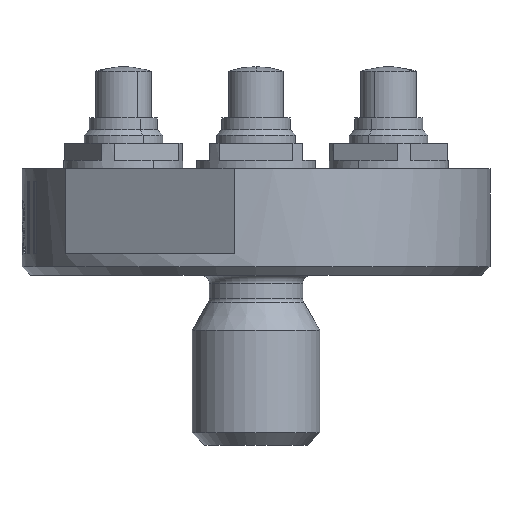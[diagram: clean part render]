
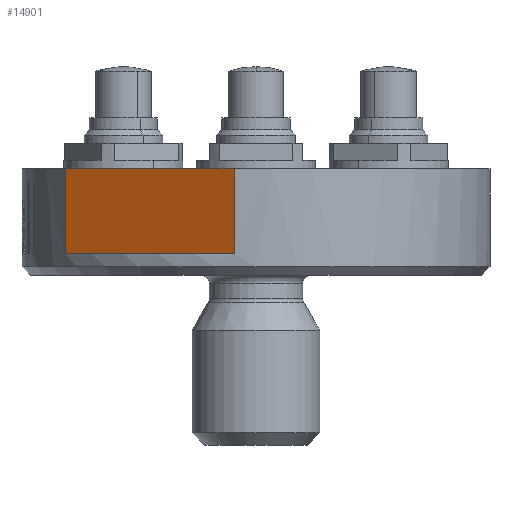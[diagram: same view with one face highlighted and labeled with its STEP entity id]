
A CAD part, front view. The second image highlights one B-rep face of the part: STEP entity #14901.
In plain terms, the highlighted planar face has unit normal (-0.5, -0.866, 0).
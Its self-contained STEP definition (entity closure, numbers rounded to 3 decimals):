
#597 = EDGE_LOOP ( 'NONE', ( #1660, #1661, #1662, #1663 ) ) ;
#861 = EDGE_CURVE ( 'NONE', #14427, #14377, #3975, .T. ) ;
#1660 = ORIENTED_EDGE ( 'NONE', *, *, #861, .T. ) ;
#1661 = ORIENTED_EDGE ( 'NONE', *, *, #14742, .F. ) ;
#1662 = ORIENTED_EDGE ( 'NONE', *, *, #2057, .F. ) ;
#1663 = ORIENTED_EDGE ( 'NONE', *, *, #14740, .T. ) ;
#2057 = EDGE_CURVE ( 'NONE', #14358, #14432, #4006, .T. ) ;
#3975 = LINE ( 'NONE', #4492, #3977 ) ;
#3977 = VECTOR ( 'NONE', #4493, 1000. ) ;
#4006 = LINE ( 'NONE', #4924, #4008 ) ;
#4008 = VECTOR ( 'NONE', #4928, 1000. ) ;
#4492 = CARTESIAN_POINT ( 'NONE',  ( -4.484, -3.184, 0. ) ) ;
#4493 = DIRECTION ( 'NONE',  ( -0.866, 0.5, 0. ) ) ;
#4924 = CARTESIAN_POINT ( 'NONE',  ( -4.484, -3.184, -2. ) ) ;
#4928 = DIRECTION ( 'NONE',  ( -0.866, 0.5, 0. ) ) ;
#8622 = CARTESIAN_POINT ( 'NONE',  ( -0.516, -5.476, -2. ) ) ;
#8641 = CARTESIAN_POINT ( 'NONE',  ( -4.484, -3.184, 0. ) ) ;
#8656 = CARTESIAN_POINT ( 'NONE',  ( -4.484, -3.184, -2. ) ) ;
#8659 = CARTESIAN_POINT ( 'NONE',  ( -0.516, -5.476, 0. ) ) ;
#9298 = LINE ( 'NONE', #10476, #9300 ) ;
#9300 = VECTOR ( 'NONE', #10477, 1000. ) ;
#9301 = LINE ( 'NONE', #10481, #9303 ) ;
#9303 = VECTOR ( 'NONE', #10482, 1000. ) ;
#9571 = FACE_OUTER_BOUND ( 'NONE', #597, .T. ) ;
#10476 = CARTESIAN_POINT ( 'NONE',  ( -0.516, -5.476, -2. ) ) ;
#10477 = DIRECTION ( 'NONE',  ( 0., 0., 1. ) ) ;
#10481 = CARTESIAN_POINT ( 'NONE',  ( -4.484, -3.184, -2. ) ) ;
#10482 = DIRECTION ( 'NONE',  ( 0., 0., 1. ) ) ;
#12007 = CARTESIAN_POINT ( 'NONE',  ( -4.484, -3.184, -2. ) ) ;
#12014 = PLANE ( 'NONE',  #12947 ) ;
#12016 = DIRECTION ( 'NONE',  ( 0.5, 0.866, 0. ) ) ;
#12017 = DIRECTION ( 'NONE',  ( -0.866, 0.5, 0. ) ) ;
#12947 = AXIS2_PLACEMENT_3D ( 'NONE', #12007, #12016, #12017 ) ;
#14358 = VERTEX_POINT ( 'NONE', #8622 ) ;
#14377 = VERTEX_POINT ( 'NONE', #8641 ) ;
#14427 = VERTEX_POINT ( 'NONE', #8659 ) ;
#14432 = VERTEX_POINT ( 'NONE', #8656 ) ;
#14740 = EDGE_CURVE ( 'NONE', #14358, #14427, #9298, .T. ) ;
#14742 = EDGE_CURVE ( 'NONE', #14432, #14377, #9301, .T. ) ;
#14901 = ADVANCED_FACE ( 'NONE', ( #9571 ), #12014, .F. ) ;
